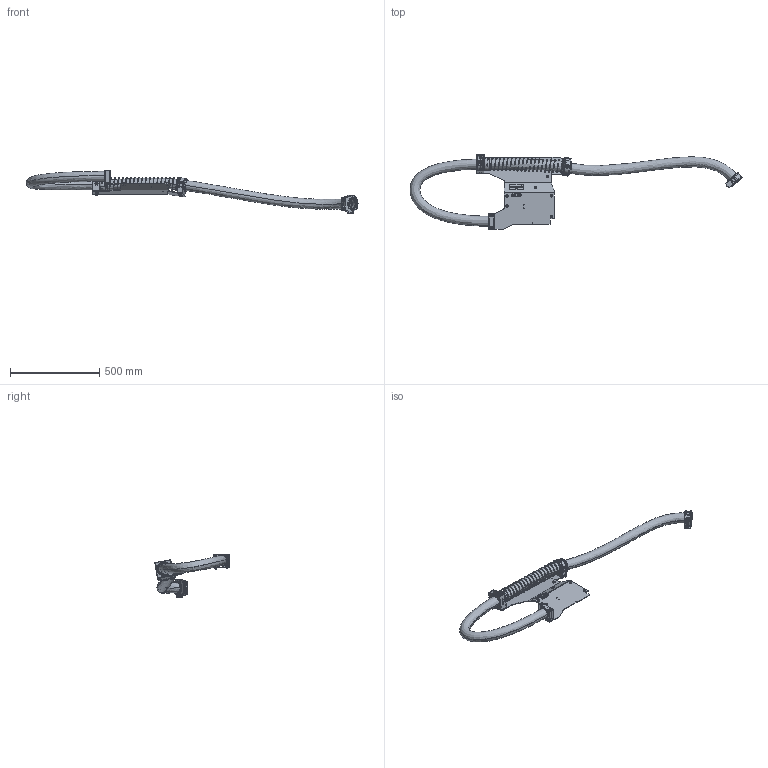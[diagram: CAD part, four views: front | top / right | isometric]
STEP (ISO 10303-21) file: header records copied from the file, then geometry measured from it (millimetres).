
FILE_DESCRIPTION (( 'STEP AP203' ), '1' );
FILE_NAME ('P2325-1.STEP', '2021-03-01T08:48:05', ( '' ), ( '' ), 'SwSTEP 2.0', 'SolidWorks 2019', '' );
FILE_SCHEMA (( 'CONFIG_CONTROL_DESIGN' ));
Products named in the file (1): P2325-1
Bounding box: 1860.2 x 418.31 x 243.5 mm (x, y, z)
Volume: 2474466.7 mm3; surface area: 1394070.7 mm2
Topology: 42 solids, 42 shells, 3681 faces, 9633 edges, 6154 vertices
Faces by surface type: plane 1441, bspline 1002, cylinder 884, torus 156, cone 130, sphere 68
Entity records: 214833 total; most frequent: CARTESIAN_POINT 131501, ORIENTED_EDGE 19042, DIRECTION 14490, EDGE_CURVE 9521, VERTEX_POINT 6138, AXIS2_PLACEMENT_3D 4866, VECTOR 4758, LINE 4758
